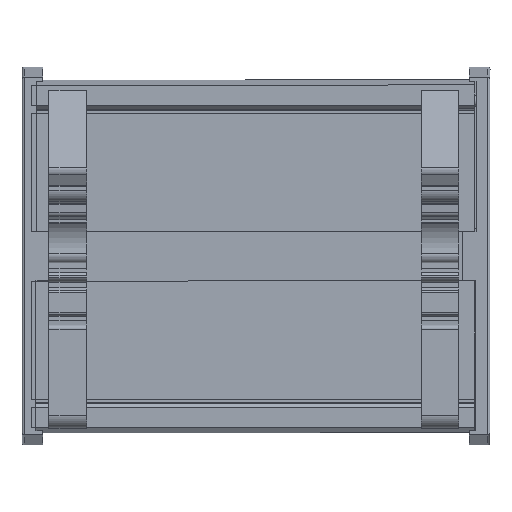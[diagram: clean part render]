
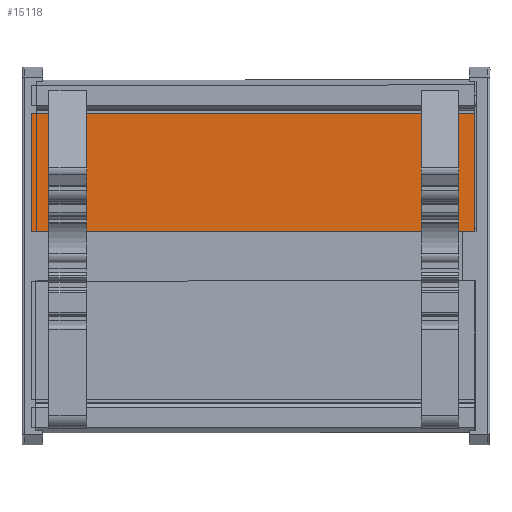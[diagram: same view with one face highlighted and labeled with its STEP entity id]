
A CAD part, front view. The second image highlights one B-rep face of the part: STEP entity #15118.
In plain terms, the highlighted planar face has unit normal (0, -1, 0).
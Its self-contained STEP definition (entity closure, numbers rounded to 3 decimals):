
#15062=CARTESIAN_POINT('',(-530.109,-523.966,108.0));
#15063=VERTEX_POINT('',#15062);
#15070=CARTESIAN_POINT('',(-530.109,-523.966,0.0));
#15071=VERTEX_POINT('',#15070);
#15072=CARTESIAN_POINT('',(-530.109,-523.966,0.0));
#15073=DIRECTION('',(0.0,0.0,1.0));
#15074=VECTOR('',#15073,108.0);
#15075=LINE('',#15072,#15074);
#15076=EDGE_CURVE('',#15071,#15063,#15075,.T.);
#15088=CARTESIAN_POINT('',(-530.109,-523.966,0.0));
#15089=DIRECTION('',(0.0,-1.0,0.0));
#15090=DIRECTION('',(0.0,0.0,-1.0));
#15091=AXIS2_PLACEMENT_3D('',#15088,#15089,#15090);
#15092=PLANE('',#15091);
#15093=CARTESIAN_POINT('',(-558.93,-523.966,108.0));
#15094=VERTEX_POINT('',#15093);
#15095=CARTESIAN_POINT('',(-530.109,-523.966,108.0));
#15096=DIRECTION('',(-1.0,0.0,0.0));
#15097=VECTOR('',#15096,28.821);
#15098=LINE('',#15095,#15097);
#15099=EDGE_CURVE('',#15063,#15094,#15098,.T.);
#15100=ORIENTED_EDGE('',*,*,#15099,.T.);
#15101=CARTESIAN_POINT('',(-558.93,-523.966,0.0));
#15102=VERTEX_POINT('',#15101);
#15103=CARTESIAN_POINT('',(-558.93,-523.966,0.0));
#15104=DIRECTION('',(0.0,0.0,1.0));
#15105=VECTOR('',#15104,108.0);
#15106=LINE('',#15103,#15105);
#15107=EDGE_CURVE('',#15102,#15094,#15106,.T.);
#15108=ORIENTED_EDGE('',*,*,#15107,.F.);
#15109=CARTESIAN_POINT('',(-558.93,-523.966,0.0));
#15110=DIRECTION('',(1.0,0.0,0.0));
#15111=VECTOR('',#15110,28.821);
#15112=LINE('',#15109,#15111);
#15113=EDGE_CURVE('',#15102,#15071,#15112,.T.);
#15114=ORIENTED_EDGE('',*,*,#15113,.T.);
#15115=ORIENTED_EDGE('',*,*,#15076,.T.);
#15116=EDGE_LOOP('',(#15100,#15108,#15114,#15115));
#15117=FACE_OUTER_BOUND('',#15116,.T.);
#15118=ADVANCED_FACE('',(#15117),#15092,.T.);
